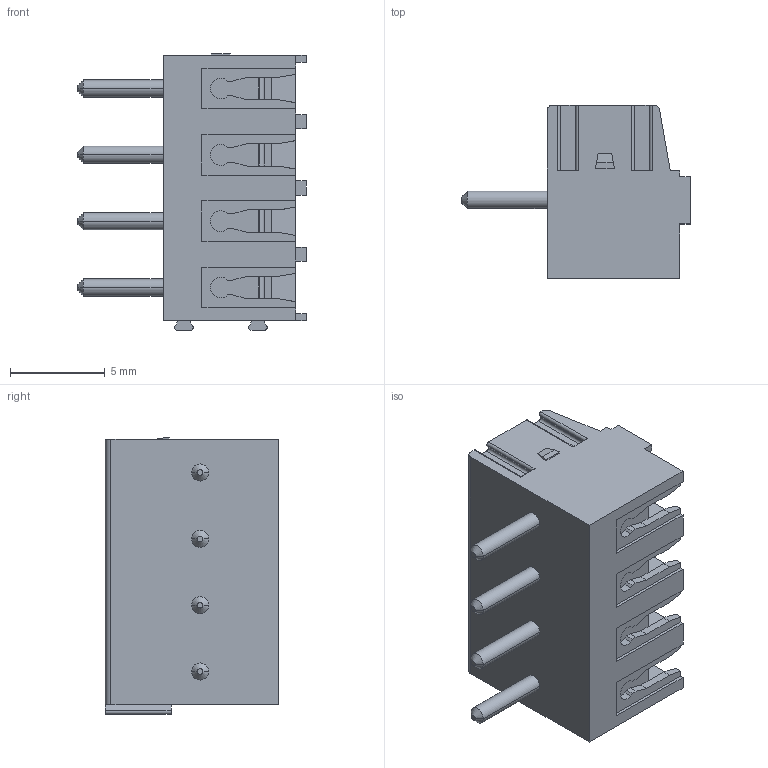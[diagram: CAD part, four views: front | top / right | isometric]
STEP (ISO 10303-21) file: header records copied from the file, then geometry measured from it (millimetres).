
FILE_DESCRIPTION((''),'2;1');
FILE_NAME('TL012R','2024-09-25T',('yanfa'),(''),'PRO/ENGINEER BY PARAMETRIC TECHNOLOGY CORPORATION, 2009280','PRO/ENGINEER BY PARAMETRIC TECHNOLOGY CORPORATION, 2009280','');
FILE_SCHEMA(('AUTOMOTIVE_DESIGN_CC2 { 1 2 10303 214 -1 1 5 2 }'));
Length unit declared in the file: millimetre
Products named in the file (1): TL012R
Bounding box: 12.05 x 9.15 x 14.58 mm (x, y, z)
Volume: 672.7 mm3; surface area: 1490.4 mm2
Topology: 1 solids, 1 shells, 399 faces, 1076 edges, 696 vertices
Faces by surface type: plane 277, cylinder 82, cone 24, torus 8, extrusion 8
Entity records: 12524 total; most frequent: CARTESIAN_POINT 2361, ORIENTED_EDGE 2152, DIRECTION 2046, EDGE_CURVE 1076, VECTOR 856, LINE 848, VERTEX_POINT 696, AXIS2_PLACEMENT_3D 595
